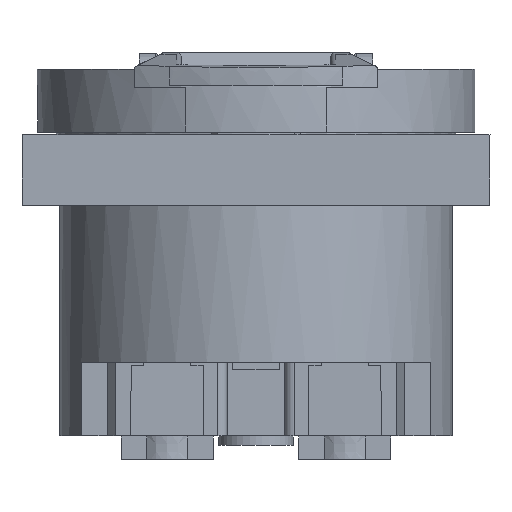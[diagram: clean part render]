
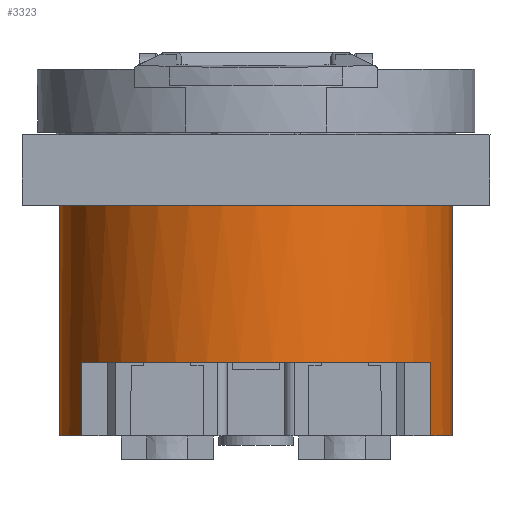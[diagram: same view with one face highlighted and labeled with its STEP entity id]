
A CAD part, front view. The second image highlights one B-rep face of the part: STEP entity #3323.
In plain terms, the highlighted cylindrical face has radius 21 mm (diameter 42 mm), a partial arc.
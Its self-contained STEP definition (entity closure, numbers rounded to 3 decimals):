
#59 = FACE_OUTER_BOUND ( 'NONE', #2364, .T. ) ;
#141 = CARTESIAN_POINT ( 'NONE',  ( 0., 0., 13.2 ) ) ;
#754 = CARTESIAN_POINT ( 'NONE',  ( 21., 0., -11.5 ) ) ;
#779 = EDGE_CURVE ( 'NONE', #3965, #1648, #6117, .T. ) ;
#1011 = CIRCLE ( 'NONE', #11308, 21. ) ;
#1105 = DIRECTION ( 'NONE',  ( 0., 0., 1. ) ) ;
#1116 = CIRCLE ( 'NONE', #9393, 21. ) ;
#1413 = EDGE_CURVE ( 'NONE', #7888, #12377, #4114, .T. ) ;
#1565 = LINE ( 'NONE', #4481, #3577 ) ;
#1648 = VERTEX_POINT ( 'NONE', #8757 ) ;
#1650 = LINE ( 'NONE', #5518, #7796 ) ;
#1868 = AXIS2_PLACEMENT_3D ( 'NONE', #4570, #6345, #12082 ) ;
#2011 = VERTEX_POINT ( 'NONE', #10102 ) ;
#2034 = DIRECTION ( 'NONE',  ( 0., 0., 1. ) ) ;
#2364 = EDGE_LOOP ( 'NONE', ( #3952, #8143, #6089, #10173, #11487, #8489, #5026, #4328 ) ) ;
#2811 = CARTESIAN_POINT ( 'NONE',  ( -21., 0., 0. ) ) ;
#3087 = VERTEX_POINT ( 'NONE', #754 ) ;
#3323 = ADVANCED_FACE ( 'NONE', ( #59 ), #7912, .T. ) ;
#3577 = VECTOR ( 'NONE', #8327, 1000. ) ;
#3897 = CARTESIAN_POINT ( 'NONE',  ( -18.677, -9.6, -3.6 ) ) ;
#3952 = ORIENTED_EDGE ( 'NONE', *, *, #9483, .F. ) ;
#3965 = VERTEX_POINT ( 'NONE', #12464 ) ;
#3973 = DIRECTION ( 'NONE',  ( 1., 0., 0. ) ) ;
#4114 = CIRCLE ( 'NONE', #11355, 21. ) ;
#4328 = ORIENTED_EDGE ( 'NONE', *, *, #11582, .T. ) ;
#4353 = CARTESIAN_POINT ( 'NONE',  ( 18.677, -9.6, -3.6 ) ) ;
#4481 = CARTESIAN_POINT ( 'NONE',  ( -18.677, -9.6, 0. ) ) ;
#4570 = CARTESIAN_POINT ( 'NONE',  ( 0., 0., -11.5 ) ) ;
#5026 = ORIENTED_EDGE ( 'NONE', *, *, #10626, .T. ) ;
#5330 = EDGE_CURVE ( 'NONE', #11003, #3087, #1116, .T. ) ;
#5518 = CARTESIAN_POINT ( 'NONE',  ( 18.677, -9.6, 0. ) ) ;
#5799 = DIRECTION ( 'NONE',  ( 1., 0., 0. ) ) ;
#6021 = CARTESIAN_POINT ( 'NONE',  ( 0., 0., 0. ) ) ;
#6054 = CARTESIAN_POINT ( 'NONE',  ( 0., 0., -11.5 ) ) ;
#6089 = ORIENTED_EDGE ( 'NONE', *, *, #6290, .T. ) ;
#6117 = CIRCLE ( 'NONE', #1868, 21. ) ;
#6289 = CARTESIAN_POINT ( 'NONE',  ( -21., 0., 13.2 ) ) ;
#6290 = EDGE_CURVE ( 'NONE', #1648, #7888, #1565, .T. ) ;
#6345 = DIRECTION ( 'NONE',  ( 0., 0., 1. ) ) ;
#6641 = VECTOR ( 'NONE', #7724, 1000. ) ;
#6723 = CARTESIAN_POINT ( 'NONE',  ( 21., 0., 0. ) ) ;
#7106 = VERTEX_POINT ( 'NONE', #6289 ) ;
#7566 = DIRECTION ( 'NONE',  ( 0., 0., 1. ) ) ;
#7620 = DIRECTION ( 'NONE',  ( 0., 0., -1. ) ) ;
#7724 = DIRECTION ( 'NONE',  ( 0., 0., 1. ) ) ;
#7796 = VECTOR ( 'NONE', #9358, 1000. ) ;
#7888 = VERTEX_POINT ( 'NONE', #3897 ) ;
#7912 = CYLINDRICAL_SURFACE ( 'NONE', #11105, 21. ) ;
#8143 = ORIENTED_EDGE ( 'NONE', *, *, #779, .T. ) ;
#8327 = DIRECTION ( 'NONE',  ( 0., 0., 1. ) ) ;
#8489 = ORIENTED_EDGE ( 'NONE', *, *, #5330, .T. ) ;
#8612 = EDGE_CURVE ( 'NONE', #12377, #11003, #1650, .T. ) ;
#8687 = DIRECTION ( 'NONE',  ( 1., 0., 0. ) ) ;
#8757 = CARTESIAN_POINT ( 'NONE',  ( -18.677, -9.6, -11.5 ) ) ;
#9358 = DIRECTION ( 'NONE',  ( 0., 0., -1. ) ) ;
#9393 = AXIS2_PLACEMENT_3D ( 'NONE', #6054, #1105, #3973 ) ;
#9483 = EDGE_CURVE ( 'NONE', #3965, #7106, #10669, .T. ) ;
#9623 = VECTOR ( 'NONE', #2034, 1000. ) ;
#9801 = LINE ( 'NONE', #6723, #6641 ) ;
#9855 = DIRECTION ( 'NONE',  ( 1., 0., 0. ) ) ;
#10102 = CARTESIAN_POINT ( 'NONE',  ( 21., 0., 13.2 ) ) ;
#10173 = ORIENTED_EDGE ( 'NONE', *, *, #1413, .T. ) ;
#10626 = EDGE_CURVE ( 'NONE', #3087, #2011, #9801, .T. ) ;
#10669 = LINE ( 'NONE', #2811, #9623 ) ;
#11003 = VERTEX_POINT ( 'NONE', #11625 ) ;
#11105 = AXIS2_PLACEMENT_3D ( 'NONE', #6021, #11761, #9855 ) ;
#11308 = AXIS2_PLACEMENT_3D ( 'NONE', #141, #7620, #8687 ) ;
#11355 = AXIS2_PLACEMENT_3D ( 'NONE', #11599, #7566, #5799 ) ;
#11487 = ORIENTED_EDGE ( 'NONE', *, *, #8612, .T. ) ;
#11582 = EDGE_CURVE ( 'NONE', #2011, #7106, #1011, .T. ) ;
#11599 = CARTESIAN_POINT ( 'NONE',  ( 0., 0., -3.6 ) ) ;
#11625 = CARTESIAN_POINT ( 'NONE',  ( 18.677, -9.6, -11.5 ) ) ;
#11761 = DIRECTION ( 'NONE',  ( 0., 0., 1. ) ) ;
#12082 = DIRECTION ( 'NONE',  ( 1., 0., 0. ) ) ;
#12377 = VERTEX_POINT ( 'NONE', #4353 ) ;
#12464 = CARTESIAN_POINT ( 'NONE',  ( -21., 0., -11.5 ) ) ;
